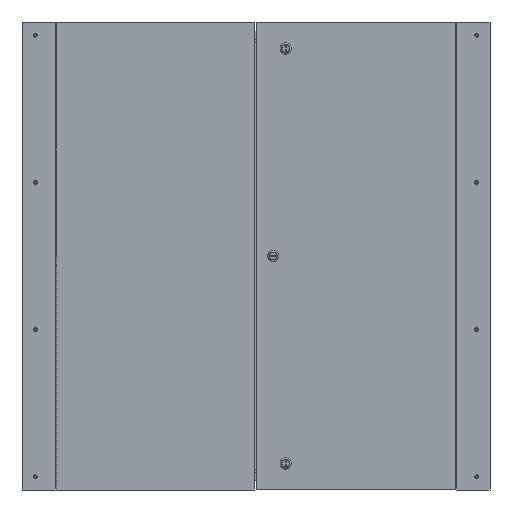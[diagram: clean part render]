
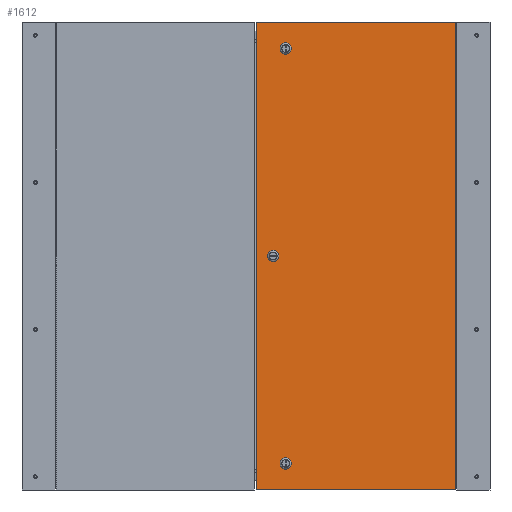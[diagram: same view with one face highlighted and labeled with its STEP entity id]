
A CAD part, front view. The second image highlights one B-rep face of the part: STEP entity #1612.
In plain terms, the highlighted planar face has unit normal (0, -1, 0).
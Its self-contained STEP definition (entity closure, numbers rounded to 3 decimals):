
#1612 = ADVANCED_FACE( '', ( #3344, #3345, #3346, #3347 ), #3348, .T. );
#3344 = FACE_BOUND( '', #16852, .T. );
#3345 = FACE_BOUND( '', #16853, .T. );
#3346 = FACE_BOUND( '', #16854, .T. );
#3347 = FACE_OUTER_BOUND( '', #16855, .T. );
#3348 = PLANE( '', #16856 );
#16852 = EDGE_LOOP( '', ( #35978, #35979, #35980, #35981 ) );
#16853 = EDGE_LOOP( '', ( #35982, #35983, #35984, #35985 ) );
#16854 = EDGE_LOOP( '', ( #35986, #35987, #35988, #35989 ) );
#16855 = EDGE_LOOP( '', ( #35990, #35991, #35992, #35993 ) );
#16856 = AXIS2_PLACEMENT_3D( '', #35994, #35995, #35996 );
#35978 = ORIENTED_EDGE( '', *, *, #39179, .F. );
#35979 = ORIENTED_EDGE( '', *, *, #40076, .F. );
#35980 = ORIENTED_EDGE( '', *, *, #39819, .F. );
#35981 = ORIENTED_EDGE( '', *, *, #39875, .F. );
#35982 = ORIENTED_EDGE( '', *, *, #40077, .F. );
#35983 = ORIENTED_EDGE( '', *, *, #39742, .F. );
#35984 = ORIENTED_EDGE( '', *, *, #39930, .F. );
#35985 = ORIENTED_EDGE( '', *, *, #39872, .F. );
#35986 = ORIENTED_EDGE( '', *, *, #40078, .F. );
#35987 = ORIENTED_EDGE( '', *, *, #40079, .F. );
#35988 = ORIENTED_EDGE( '', *, *, #39417, .F. );
#35989 = ORIENTED_EDGE( '', *, *, #40080, .F. );
#35990 = ORIENTED_EDGE( '', *, *, #40081, .T. );
#35991 = ORIENTED_EDGE( '', *, *, #40082, .T. );
#35992 = ORIENTED_EDGE( '', *, *, #40083, .T. );
#35993 = ORIENTED_EDGE( '', *, *, #39877, .T. );
#35994 = CARTESIAN_POINT( '', ( 0., 0., 0. ) );
#35995 = DIRECTION( '', ( 0., -1., 0. ) );
#35996 = DIRECTION( '', ( 0., 0., -1. ) );
#39179 = EDGE_CURVE( '', #41413, #41415, #41416, .T. );
#39417 = EDGE_CURVE( '', #41819, #41821, #41822, .T. );
#39742 = EDGE_CURVE( '', #42342, #42344, #42345, .T. );
#39819 = EDGE_CURVE( '', #42467, #42469, #42470, .T. );
#39872 = EDGE_CURVE( '', #42545, #42547, #42548, .T. );
#39875 = EDGE_CURVE( '', #41415, #42467, #42551, .T. );
#39877 = EDGE_CURVE( '', #42553, #42554, #42555, .T. );
#39930 = EDGE_CURVE( '', #42547, #42342, #42627, .T. );
#40076 = EDGE_CURVE( '', #42469, #41413, #42846, .T. );
#40077 = EDGE_CURVE( '', #42344, #42545, #42847, .T. );
#40078 = EDGE_CURVE( '', #42848, #42849, #42850, .T. );
#40079 = EDGE_CURVE( '', #41821, #42848, #42851, .T. );
#40080 = EDGE_CURVE( '', #42849, #41819, #42852, .T. );
#40081 = EDGE_CURVE( '', #42554, #42853, #42854, .T. );
#40082 = EDGE_CURVE( '', #42853, #42855, #42856, .T. );
#40083 = EDGE_CURVE( '', #42855, #42553, #42857, .T. );
#41413 = VERTEX_POINT( '', #44927 );
#41415 = VERTEX_POINT( '', #44930 );
#41416 = LINE( '', #44931, #44932 );
#41819 = VERTEX_POINT( '', #45696 );
#41821 = VERTEX_POINT( '', #45699 );
#41822 = CIRCLE( '', #45700, 9.716 );
#42342 = VERTEX_POINT( '', #46977 );
#42344 = VERTEX_POINT( '', #46980 );
#42345 = LINE( '', #46981, #46982 );
#42467 = VERTEX_POINT( '', #47296 );
#42469 = VERTEX_POINT( '', #47299 );
#42470 = LINE( '', #47300, #47301 );
#42545 = VERTEX_POINT( '', #47505 );
#42547 = VERTEX_POINT( '', #47508 );
#42548 = LINE( '', #47509, #47510 );
#42551 = CIRCLE( '', #47514, 9.716 );
#42553 = VERTEX_POINT( '', #47516 );
#42554 = VERTEX_POINT( '', #47517 );
#42555 = LINE( '', #47518, #47519 );
#42627 = CIRCLE( '', #47656, 9.716 );
#42846 = CIRCLE( '', #48124, 9.716 );
#42847 = CIRCLE( '', #48125, 9.716 );
#42848 = VERTEX_POINT( '', #48126 );
#42849 = VERTEX_POINT( '', #48127 );
#42850 = CIRCLE( '', #48128, 9.716 );
#42851 = LINE( '', #48129, #48130 );
#42852 = LINE( '', #48131, #48132 );
#42853 = VERTEX_POINT( '', #48133 );
#42854 = LINE( '', #48134, #48135 );
#42855 = VERTEX_POINT( '', #48136 );
#42856 = LINE( '', #48137, #48138 );
#42857 = LINE( '', #48139, #48140 );
#44927 = CARTESIAN_POINT( '', ( 148.197, 0., 430.403 ) );
#44930 = CARTESIAN_POINT( '', ( 137.553, 0., 430.403 ) );
#44931 = CARTESIAN_POINT( '', ( 148.197, 0., 430.403 ) );
#44932 = VECTOR( '', #50690, 1000. );
#45696 = CARTESIAN_POINT( '', ( 160.147, 0., -5.322 ) );
#45699 = CARTESIAN_POINT( '', ( 176.403, 0., -5.322 ) );
#45700 = AXIS2_PLACEMENT_3D( '', #50942, #50943, #50944 );
#46977 = CARTESIAN_POINT( '', ( 148.197, 0., -414.147 ) );
#46980 = CARTESIAN_POINT( '', ( 137.553, 0., -414.147 ) );
#46981 = CARTESIAN_POINT( '', ( 137.553, 0., -414.147 ) );
#46982 = VECTOR( '', #51254, 1000. );
#47296 = CARTESIAN_POINT( '', ( 137.553, 0., 414.147 ) );
#47299 = CARTESIAN_POINT( '', ( 148.197, 0., 414.147 ) );
#47300 = CARTESIAN_POINT( '', ( 137.553, 0., 414.147 ) );
#47301 = VECTOR( '', #51330, 1000. );
#47505 = CARTESIAN_POINT( '', ( 137.553, 0., -430.403 ) );
#47508 = CARTESIAN_POINT( '', ( 148.197, 0., -430.403 ) );
#47509 = CARTESIAN_POINT( '', ( 137.553, 0., -430.403 ) );
#47510 = VECTOR( '', #51376, 1000. );
#47514 = AXIS2_PLACEMENT_3D( '', #51378, #51379, #51380 );
#47516 = CARTESIAN_POINT( '', ( 203.2, 0., 476.25 ) );
#47517 = CARTESIAN_POINT( '', ( -203.2, 0., 476.25 ) );
#47518 = CARTESIAN_POINT( '', ( 203.2, 0., 476.25 ) );
#47519 = VECTOR( '', #51381, 1000. );
#47656 = AXIS2_PLACEMENT_3D( '', #51424, #51425, #51426 );
#48124 = AXIS2_PLACEMENT_3D( '', #51576, #51577, #51578 );
#48125 = AXIS2_PLACEMENT_3D( '', #51579, #51580, #51581 );
#48126 = CARTESIAN_POINT( '', ( 176.403, 0., 5.322 ) );
#48127 = CARTESIAN_POINT( '', ( 160.147, 0., 5.322 ) );
#48128 = AXIS2_PLACEMENT_3D( '', #51582, #51583, #51584 );
#48129 = CARTESIAN_POINT( '', ( 176.403, 0., 5.322 ) );
#48130 = VECTOR( '', #51585, 1000. );
#48131 = CARTESIAN_POINT( '', ( 160.147, 0., 5.322 ) );
#48132 = VECTOR( '', #51586, 1000. );
#48133 = CARTESIAN_POINT( '', ( -203.2, 0., -476.25 ) );
#48134 = CARTESIAN_POINT( '', ( -203.2, 0., 476.25 ) );
#48135 = VECTOR( '', #51587, 1000. );
#48136 = CARTESIAN_POINT( '', ( 203.2, 0., -476.25 ) );
#48137 = CARTESIAN_POINT( '', ( -203.2, 0., -476.25 ) );
#48138 = VECTOR( '', #51588, 1000. );
#48139 = CARTESIAN_POINT( '', ( 203.2, 0., -476.25 ) );
#48140 = VECTOR( '', #51589, 1000. );
#50690 = DIRECTION( '', ( -1., 0., 0. ) );
#50942 = CARTESIAN_POINT( '', ( 168.275, 0., 0. ) );
#50943 = DIRECTION( '', ( 0., -1., 0. ) );
#50944 = DIRECTION( '', ( 1., 0., 0. ) );
#51254 = DIRECTION( '', ( -1., 0., 0. ) );
#51330 = DIRECTION( '', ( 1., 0., 0. ) );
#51376 = DIRECTION( '', ( 1., 0., 0. ) );
#51378 = CARTESIAN_POINT( '', ( 142.875, 0., 422.275 ) );
#51379 = DIRECTION( '', ( 0., -1., 0. ) );
#51380 = DIRECTION( '', ( 0., 0., -1. ) );
#51381 = DIRECTION( '', ( -1., 0., 0. ) );
#51424 = CARTESIAN_POINT( '', ( 142.875, 0., -422.275 ) );
#51425 = DIRECTION( '', ( 0., -1., 0. ) );
#51426 = DIRECTION( '', ( 0., 0., 1. ) );
#51576 = CARTESIAN_POINT( '', ( 142.875, 0., 422.275 ) );
#51577 = DIRECTION( '', ( 0., -1., 0. ) );
#51578 = DIRECTION( '', ( 0., 0., -1. ) );
#51579 = CARTESIAN_POINT( '', ( 142.875, 0., -422.275 ) );
#51580 = DIRECTION( '', ( 0., -1., 0. ) );
#51581 = DIRECTION( '', ( 0., 0., 1. ) );
#51582 = CARTESIAN_POINT( '', ( 168.275, 0., 0. ) );
#51583 = DIRECTION( '', ( 0., -1., 0. ) );
#51584 = DIRECTION( '', ( 1., 0., 0. ) );
#51585 = DIRECTION( '', ( 0., 0., 1. ) );
#51586 = DIRECTION( '', ( 0., 0., -1. ) );
#51587 = DIRECTION( '', ( 0., 0., -1. ) );
#51588 = DIRECTION( '', ( 1., 0., 0. ) );
#51589 = DIRECTION( '', ( 0., 0., 1. ) );
